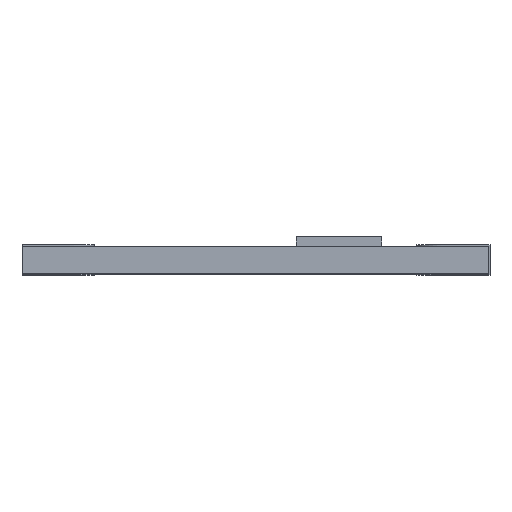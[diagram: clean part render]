
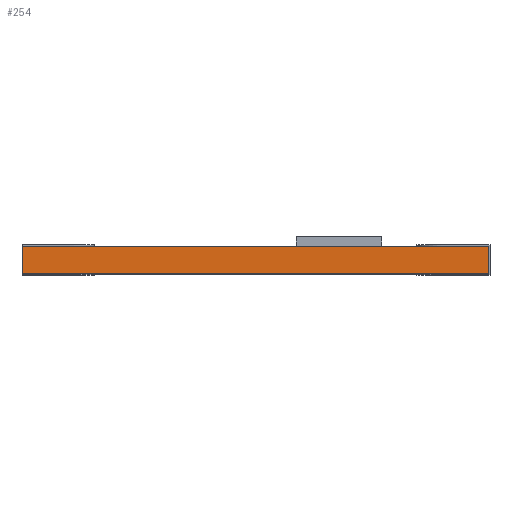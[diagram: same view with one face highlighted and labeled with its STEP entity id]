
A CAD part, top view. The second image highlights one B-rep face of the part: STEP entity #254.
In plain terms, the highlighted planar face has unit normal (0, 0, 1).
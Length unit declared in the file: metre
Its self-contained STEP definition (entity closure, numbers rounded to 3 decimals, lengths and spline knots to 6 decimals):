
#254 = ADVANCED_FACE( '', ( #624 ), #625, .F. );
#624 = FACE_OUTER_BOUND( '', #1127, .T. );
#625 = PLANE( '', #1128 );
#1127 = EDGE_LOOP( '', ( #1850, #1851, #1852, #1853 ) );
#1128 = AXIS2_PLACEMENT_3D( '', #1854, #1855, #1856 );
#1850 = ORIENTED_EDGE( '', *, *, #3055, .T. );
#1851 = ORIENTED_EDGE( '', *, *, #3159, .F. );
#1852 = ORIENTED_EDGE( '', *, *, #3160, .F. );
#1853 = ORIENTED_EDGE( '', *, *, #3146, .T. );
#1854 = CARTESIAN_POINT( '', ( 0., 0.00095, 0. ) );
#1855 = DIRECTION( '', ( 0., 0., -1. ) );
#1856 = DIRECTION( '', ( -1., 0., 0. ) );
#3055 = EDGE_CURVE( '', #3715, #3713, #3716, .T. );
#3146 = EDGE_CURVE( '', #3874, #3715, #3877, .T. );
#3159 = EDGE_CURVE( '', #3894, #3713, #3895, .T. );
#3160 = EDGE_CURVE( '', #3874, #3894, #3896, .T. );
#3713 = VERTEX_POINT( '', #4639 );
#3715 = VERTEX_POINT( '', #4642 );
#3716 = LINE( '', #4643, #4644 );
#3874 = VERTEX_POINT( '', #4862 );
#3877 = LINE( '', #4867, #4868 );
#3894 = VERTEX_POINT( '', #4890 );
#3895 = LINE( '', #4891, #4892 );
#3896 = LINE( '', #4893, #4894 );
#4639 = CARTESIAN_POINT( '', ( 0.01635, 0., 0. ) );
#4642 = CARTESIAN_POINT( '', ( 0., 0., 0. ) );
#4643 = CARTESIAN_POINT( '', ( 0., 0., 0. ) );
#4644 = VECTOR( '', #5695, 1. );
#4862 = CARTESIAN_POINT( '', ( 0., 0.00095, 0. ) );
#4867 = CARTESIAN_POINT( '', ( 0., 0.00095, 0. ) );
#4868 = VECTOR( '', #5815, 1. );
#4890 = CARTESIAN_POINT( '', ( 0.01635, 0.00095, 0. ) );
#4891 = CARTESIAN_POINT( '', ( 0.01635, 0.00095, 0. ) );
#4892 = VECTOR( '', #5827, 1. );
#4893 = CARTESIAN_POINT( '', ( 0., 0.00095, 0. ) );
#4894 = VECTOR( '', #5828, 1. );
#5695 = DIRECTION( '', ( 1., 0., 0. ) );
#5815 = DIRECTION( '', ( 0., -1., 0. ) );
#5827 = DIRECTION( '', ( 0., -1., 0. ) );
#5828 = DIRECTION( '', ( 1., 0., 0. ) );
